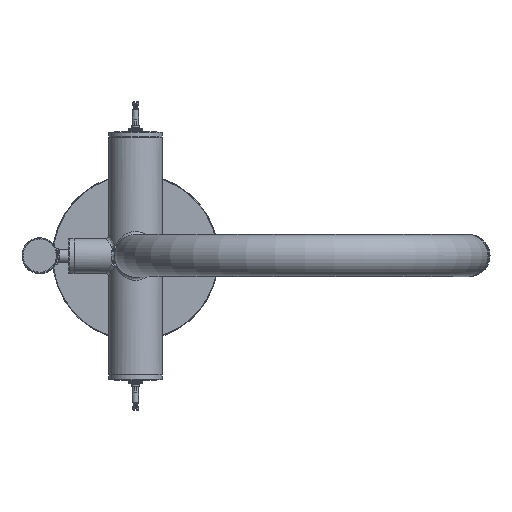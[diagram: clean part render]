
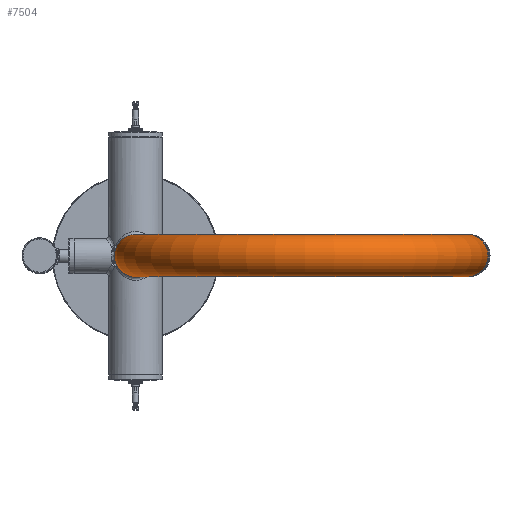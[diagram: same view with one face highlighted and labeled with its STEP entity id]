
A CAD part, top view. The second image highlights one B-rep face of the part: STEP entity #7504.
In plain terms, the highlighted toroidal (fillet/blend) face has major radius 150 mm and minor radius 19 mm.
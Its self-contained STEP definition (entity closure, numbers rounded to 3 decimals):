
#3285=ORIENTED_EDGE('',*,*,#4703,.T.);
#3286=ORIENTED_EDGE('',*,*,#4701,.T.);
#4701=EDGE_CURVE('',#5925,#5925,#6288,.F.);
#4703=EDGE_CURVE('',#5927,#5927,#6290,.T.);
#5925=VERTEX_POINT('',#16569);
#5927=VERTEX_POINT('',#16574);
#6288=CIRCLE('',#8505,19.);
#6290=CIRCLE('',#8508,19.);
#6719=EDGE_LOOP('',(#3285));
#6720=EDGE_LOOP('',(#3286));
#7172=FACE_BOUND('',#6719,.T.);
#7173=FACE_BOUND('',#6720,.T.);
#7250=TOROIDAL_SURFACE('',#8509,150.,19.);
#7504=ADVANCED_FACE('',(#7172,#7173),#7250,.T.);
#8505=AXIS2_PLACEMENT_3D('',#16568,#9905,#9906);
#8508=AXIS2_PLACEMENT_3D('',#16573,#9911,#9912);
#8509=AXIS2_PLACEMENT_3D('',#16575,#9913,#9914);
#9905=DIRECTION('',(0.122,0.,-0.993));
#9906=DIRECTION('',(-0.993,0.,-0.122));
#9911=DIRECTION('',(0.,0.,1.));
#9912=DIRECTION('',(0.,1.,0.));
#9913=DIRECTION('',(0.,-1.,0.));
#9914=DIRECTION('',(0.,0.,-1.));
#16568=CARTESIAN_POINT('',(298.882,0.,932.292));
#16569=CARTESIAN_POINT('',(280.024,0.,929.976));
#16573=CARTESIAN_POINT('',(0.,0.,914.011));
#16574=CARTESIAN_POINT('',(0.,19.,914.011));
#16575=CARTESIAN_POINT('',(150.,0.,914.011));
